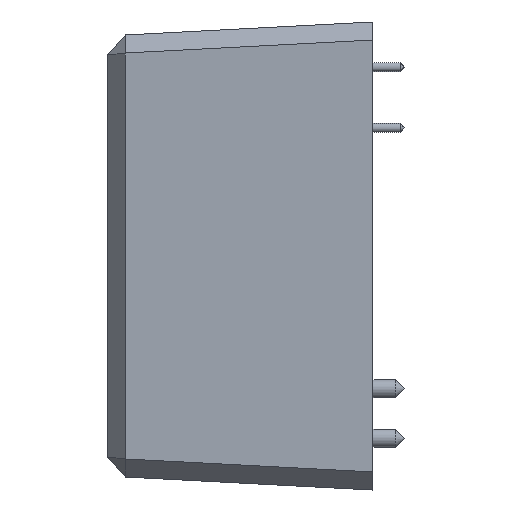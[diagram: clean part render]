
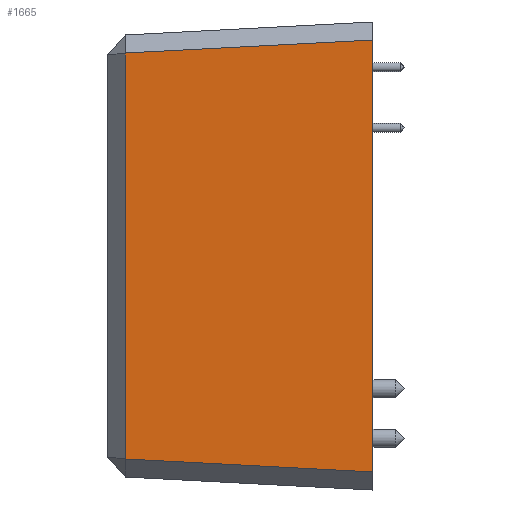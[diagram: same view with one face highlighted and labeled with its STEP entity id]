
A CAD part, left-side view. The second image highlights one B-rep face of the part: STEP entity #1665.
In plain terms, the highlighted planar face has unit normal (-0.999, 0.052, 0).
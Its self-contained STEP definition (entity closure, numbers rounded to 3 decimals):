
#18 = VECTOR ( 'NONE', #1301, 1000. ) ;
#153 = VECTOR ( 'NONE', #160, 1000. ) ;
#160 = DIRECTION ( 'NONE',  ( -0.052, -0.997, -0.052 ) ) ;
#196 = CARTESIAN_POINT ( 'NONE',  ( -43.5, 0., -26. ) ) ;
#381 = DIRECTION ( 'NONE',  ( -0.999, 0.052, 0. ) ) ;
#427 = CARTESIAN_POINT ( 'NONE',  ( -42.059, 27.503, -24.454 ) ) ;
#501 = VECTOR ( 'NONE', #2443, 1000. ) ;
#562 = DIRECTION ( 'NONE',  ( 0.052, 0.997, -0.052 ) ) ;
#683 = CARTESIAN_POINT ( 'NONE',  ( -43.5, 0., -26. ) ) ;
#805 = ORIENTED_EDGE ( 'NONE', *, *, #1626, .T. ) ;
#948 = CARTESIAN_POINT ( 'NONE',  ( -43.505, -0.105, -23.997 ) ) ;
#966 = EDGE_LOOP ( 'NONE', ( #1845, #805, #2538, #1482 ) ) ;
#1000 = LINE ( 'NONE', #427, #501 ) ;
#1088 = EDGE_CURVE ( 'NONE', #1985, #1527, #1801, .T. ) ;
#1154 = CARTESIAN_POINT ( 'NONE',  ( -42.059, 27.503, 22.556 ) ) ;
#1193 = DIRECTION ( 'NONE',  ( -0.052, -0.999, 0. ) ) ;
#1301 = DIRECTION ( 'NONE',  ( 0., 0., 1. ) ) ;
#1341 = CARTESIAN_POINT ( 'NONE',  ( -43.363, 2.606, 23.861 ) ) ;
#1380 = FACE_OUTER_BOUND ( 'NONE', #966, .T. ) ;
#1443 = AXIS2_PLACEMENT_3D ( 'NONE', #196, #381, #1193 ) ;
#1482 = ORIENTED_EDGE ( 'NONE', *, *, #2188, .T. ) ;
#1527 = VERTEX_POINT ( 'NONE', #1702 ) ;
#1538 = LINE ( 'NONE', #1341, #1769 ) ;
#1626 = EDGE_CURVE ( 'NONE', #1527, #2229, #1538, .T. ) ;
#1665 = ADVANCED_FACE ( 'NONE', ( #1380 ), #2597, .T. ) ;
#1702 = CARTESIAN_POINT ( 'NONE',  ( -43.5, 0., 23.997 ) ) ;
#1769 = VECTOR ( 'NONE', #562, 1000. ) ;
#1801 = LINE ( 'NONE', #683, #18 ) ;
#1845 = ORIENTED_EDGE ( 'NONE', *, *, #1088, .T. ) ;
#1985 = VERTEX_POINT ( 'NONE', #2472 ) ;
#2058 = LINE ( 'NONE', #948, #153 ) ;
#2188 = EDGE_CURVE ( 'NONE', #2412, #1985, #2058, .T. ) ;
#2229 = VERTEX_POINT ( 'NONE', #1154 ) ;
#2393 = EDGE_CURVE ( 'NONE', #2229, #2412, #1000, .T. ) ;
#2412 = VERTEX_POINT ( 'NONE', #2470 ) ;
#2443 = DIRECTION ( 'NONE',  ( 0., 0., -1. ) ) ;
#2470 = CARTESIAN_POINT ( 'NONE',  ( -42.059, 27.503, -22.55 ) ) ;
#2472 = CARTESIAN_POINT ( 'NONE',  ( -43.5, 0., -23.992 ) ) ;
#2538 = ORIENTED_EDGE ( 'NONE', *, *, #2393, .T. ) ;
#2597 = PLANE ( 'NONE',  #1443 ) ;
